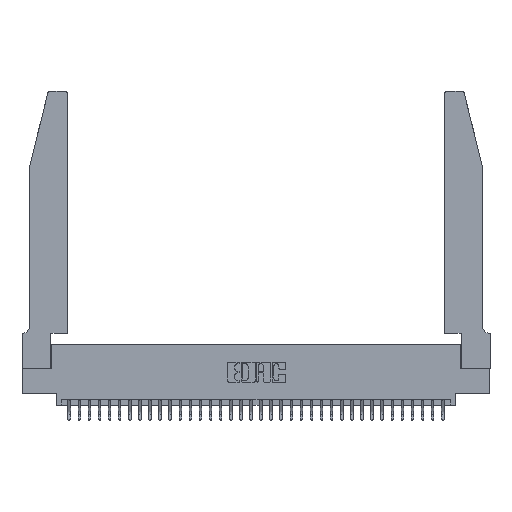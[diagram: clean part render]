
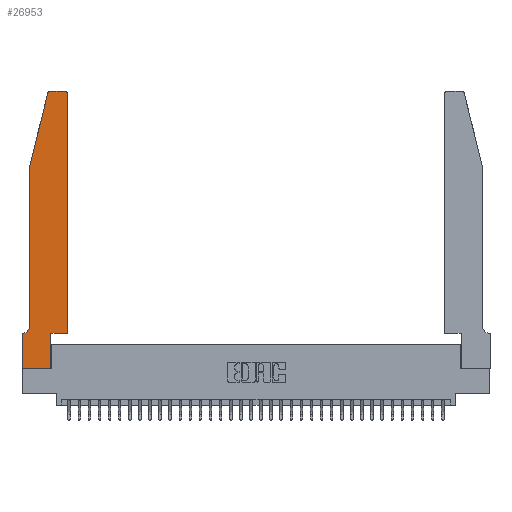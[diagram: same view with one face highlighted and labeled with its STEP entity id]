
A CAD part, top view. The second image highlights one B-rep face of the part: STEP entity #26953.
In plain terms, the highlighted planar face has unit normal (0, 0, 1).
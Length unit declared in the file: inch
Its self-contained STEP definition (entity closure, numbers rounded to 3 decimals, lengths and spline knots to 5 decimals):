
#156 = EDGE_CURVE ( 'NONE', #20419, #5185, #27542, .T. ) ;
#1059 = VERTEX_POINT ( 'NONE', #22757 ) ;
#1244 = VECTOR ( 'NONE', #7420, 39.37008 ) ;
#1275 = VERTEX_POINT ( 'NONE', #11552 ) ;
#1414 = VECTOR ( 'NONE', #24077, 39.37008 ) ;
#2120 = DIRECTION ( 'NONE',  ( 0., 0., 1. ) ) ;
#2815 = EDGE_CURVE ( 'NONE', #23435, #1059, #21108, .T. ) ;
#3410 = ORIENTED_EDGE ( 'NONE', *, *, #22596, .T. ) ;
#3561 = CARTESIAN_POINT ( 'NONE',  ( 0.4505, 0.35, 0.37 ) ) ;
#3881 = LINE ( 'NONE', #31442, #32148 ) ;
#4061 = EDGE_LOOP ( 'NONE', ( #19060, #16326, #29995, #3410, #4833, #9343, #13284, #17612, #31975, #4140, #28492, #23751 ) ) ;
#4140 = ORIENTED_EDGE ( 'NONE', *, *, #15754, .T. ) ;
#4833 = ORIENTED_EDGE ( 'NONE', *, *, #156, .T. ) ;
#4856 = AXIS2_PLACEMENT_3D ( 'NONE', #19247, #20231, #20659 ) ;
#4882 = DIRECTION ( 'NONE',  ( 0., 1., 0. ) ) ;
#5017 = CARTESIAN_POINT ( 'NONE',  ( 0.4505, 0.35, 0.37 ) ) ;
#5055 = CARTESIAN_POINT ( 'NONE',  ( 0., 0., 0.37 ) ) ;
#5185 = VERTEX_POINT ( 'NONE', #17087 ) ;
#5354 = VECTOR ( 'NONE', #19718, 39.37008 ) ;
#5874 = CARTESIAN_POINT ( 'NONE',  ( 0.0755, 0.35, 0.37 ) ) ;
#7227 = EDGE_CURVE ( 'NONE', #20914, #15374, #30474, .T. ) ;
#7420 = DIRECTION ( 'NONE',  ( -0.239, -0.971, 0. ) ) ;
#7872 = DIRECTION ( 'NONE',  ( 1., 0., 0. ) ) ;
#7967 = DIRECTION ( 'NONE',  ( 0., 0., 1. ) ) ;
#8129 = VERTEX_POINT ( 'NONE', #28014 ) ;
#8846 = VECTOR ( 'NONE', #34178, 39.37008 ) ;
#9063 = CARTESIAN_POINT ( 'NONE',  ( 0.25487, 2.72718, 0.37 ) ) ;
#9298 = VERTEX_POINT ( 'NONE', #5055 ) ;
#9343 = ORIENTED_EDGE ( 'NONE', *, *, #23422, .T. ) ;
#9700 = LINE ( 'NONE', #3561, #8846 ) ;
#11021 = CIRCLE ( 'NONE', #17057, 0.03 ) ;
#11552 = CARTESIAN_POINT ( 'NONE',  ( 0.4505, 0.35, 0.37 ) ) ;
#12233 = CARTESIAN_POINT ( 'NONE',  ( 0.0755, 0.42, 0.37 ) ) ;
#13171 = VECTOR ( 'NONE', #30500, 39.37008 ) ;
#13182 = CARTESIAN_POINT ( 'NONE',  ( 0.2865, 0.35, 0.37 ) ) ;
#13284 = ORIENTED_EDGE ( 'NONE', *, *, #27607, .T. ) ;
#13652 = LINE ( 'NONE', #5874, #5354 ) ;
#14284 = CARTESIAN_POINT ( 'NONE',  ( 0.4505, 2.72, 0.37 ) ) ;
#14489 = VECTOR ( 'NONE', #4882, 39.37008 ) ;
#14516 = LINE ( 'NONE', #5017, #20942 ) ;
#14657 = CARTESIAN_POINT ( 'NONE',  ( 0.0755, 2., 0.37 ) ) ;
#15374 = VERTEX_POINT ( 'NONE', #14657 ) ;
#15754 = EDGE_CURVE ( 'NONE', #33216, #1275, #14516, .T. ) ;
#15922 = CARTESIAN_POINT ( 'NONE',  ( 0.4205, 2.72, 0.37 ) ) ;
#16003 = CARTESIAN_POINT ( 'NONE',  ( 0., 0.35, 0.37 ) ) ;
#16259 = EDGE_CURVE ( 'NONE', #26029, #20914, #11021, .T. ) ;
#16315 = CARTESIAN_POINT ( 'NONE',  ( 0., 0., 0.37 ) ) ;
#16326 = ORIENTED_EDGE ( 'NONE', *, *, #16259, .T. ) ;
#16341 = AXIS2_PLACEMENT_3D ( 'NONE', #16003, #2120, #21488 ) ;
#17057 = AXIS2_PLACEMENT_3D ( 'NONE', #24355, #7967, #27068 ) ;
#17087 = CARTESIAN_POINT ( 'NONE',  ( 0.0055, 0.35, 0.37 ) ) ;
#17226 = VECTOR ( 'NONE', #19107, 39.37008 ) ;
#17612 = ORIENTED_EDGE ( 'NONE', *, *, #29666, .T. ) ;
#18713 = DIRECTION ( 'NONE',  ( 1., 0., 0. ) ) ;
#19060 = ORIENTED_EDGE ( 'NONE', *, *, #25529, .T. ) ;
#19107 = DIRECTION ( 'NONE',  ( 0., -1., 0. ) ) ;
#19247 = CARTESIAN_POINT ( 'NONE',  ( 0.0055, 0.42, 0.37 ) ) ;
#19718 = DIRECTION ( 'NONE',  ( -1., 0., 0. ) ) ;
#20231 = DIRECTION ( 'NONE',  ( 0., 0., -1. ) ) ;
#20419 = VERTEX_POINT ( 'NONE', #12233 ) ;
#20659 = DIRECTION ( 'NONE',  ( -1., 0., 0. ) ) ;
#20914 = VERTEX_POINT ( 'NONE', #9063 ) ;
#20942 = VECTOR ( 'NONE', #7872, 39.37008 ) ;
#21108 = CIRCLE ( 'NONE', #31750, 0.03 ) ;
#21383 = CARTESIAN_POINT ( 'NONE',  ( 0.0755, 2., 0.37 ) ) ;
#21488 = DIRECTION ( 'NONE',  ( 1., 0., 0. ) ) ;
#21758 = LINE ( 'NONE', #13182, #14489 ) ;
#22352 = FACE_OUTER_BOUND ( 'NONE', #4061, .T. ) ;
#22596 = EDGE_CURVE ( 'NONE', #15374, #20419, #23437, .T. ) ;
#22757 = CARTESIAN_POINT ( 'NONE',  ( 0.4205, 2.75, 0.37 ) ) ;
#23041 = EDGE_CURVE ( 'NONE', #1275, #23435, #9700, .T. ) ;
#23422 = EDGE_CURVE ( 'NONE', #5185, #8129, #13652, .T. ) ;
#23435 = VERTEX_POINT ( 'NONE', #14284 ) ;
#23437 = LINE ( 'NONE', #21383, #1414 ) ;
#23751 = ORIENTED_EDGE ( 'NONE', *, *, #2815, .T. ) ;
#24077 = DIRECTION ( 'NONE',  ( 0., -1., 0. ) ) ;
#24355 = CARTESIAN_POINT ( 'NONE',  ( 0.284, 2.72, 0.37 ) ) ;
#25284 = CARTESIAN_POINT ( 'NONE',  ( 0.284, 2.75, 0.37 ) ) ;
#25443 = CARTESIAN_POINT ( 'NONE',  ( 0.2865, 0., 0.37 ) ) ;
#25529 = EDGE_CURVE ( 'NONE', #1059, #26029, #3881, .T. ) ;
#26029 = VERTEX_POINT ( 'NONE', #25284 ) ;
#26953 = ADVANCED_FACE ( 'NONE', ( #22352 ), #34889, .T. ) ;
#27068 = DIRECTION ( 'NONE',  ( 1., 0., 0. ) ) ;
#27542 = CIRCLE ( 'NONE', #4856, 0.07 ) ;
#27607 = EDGE_CURVE ( 'NONE', #8129, #9298, #31566, .T. ) ;
#28014 = CARTESIAN_POINT ( 'NONE',  ( 0., 0.35, 0.37 ) ) ;
#28468 = LINE ( 'NONE', #30380, #13171 ) ;
#28492 = ORIENTED_EDGE ( 'NONE', *, *, #23041, .T. ) ;
#29411 = EDGE_CURVE ( 'NONE', #30886, #33216, #21758, .T. ) ;
#29666 = EDGE_CURVE ( 'NONE', #9298, #30886, #28468, .T. ) ;
#29995 = ORIENTED_EDGE ( 'NONE', *, *, #7227, .T. ) ;
#30380 = CARTESIAN_POINT ( 'NONE',  ( 0., 0., 0.37 ) ) ;
#30474 = LINE ( 'NONE', #34543, #1244 ) ;
#30500 = DIRECTION ( 'NONE',  ( 1., 0., 0. ) ) ;
#30886 = VERTEX_POINT ( 'NONE', #25443 ) ;
#31442 = CARTESIAN_POINT ( 'NONE',  ( 0.2605, 2.75, 0.37 ) ) ;
#31566 = LINE ( 'NONE', #16315, #17226 ) ;
#31750 = AXIS2_PLACEMENT_3D ( 'NONE', #15922, #34820, #18713 ) ;
#31975 = ORIENTED_EDGE ( 'NONE', *, *, #29411, .T. ) ;
#32148 = VECTOR ( 'NONE', #34147, 39.37008 ) ;
#33216 = VERTEX_POINT ( 'NONE', #35077 ) ;
#34147 = DIRECTION ( 'NONE',  ( -1., 0., 0. ) ) ;
#34178 = DIRECTION ( 'NONE',  ( 0., 1., 0. ) ) ;
#34543 = CARTESIAN_POINT ( 'NONE',  ( 0.0755, 2., 0.37 ) ) ;
#34820 = DIRECTION ( 'NONE',  ( 0., 0., 1. ) ) ;
#34889 = PLANE ( 'NONE',  #16341 ) ;
#35077 = CARTESIAN_POINT ( 'NONE',  ( 0.2865, 0.35, 0.37 ) ) ;
